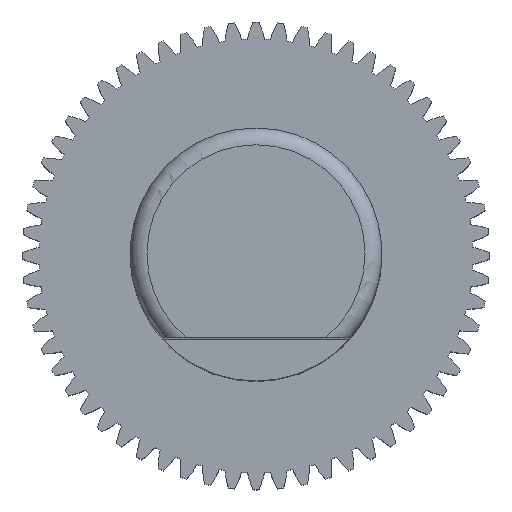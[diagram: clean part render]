
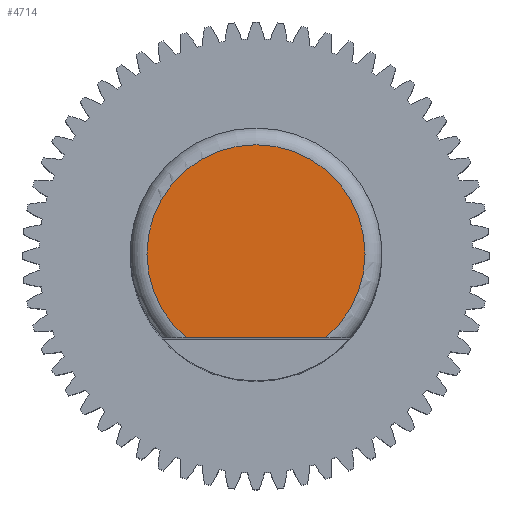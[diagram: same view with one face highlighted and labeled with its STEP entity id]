
A CAD part, top view. The second image highlights one B-rep face of the part: STEP entity #4714.
In plain terms, the highlighted planar face has unit normal (0, 0, 1).
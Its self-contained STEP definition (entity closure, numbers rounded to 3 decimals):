
#28=PLANE('',#5466);
#277=FACE_OUTER_BOUND('',#531,.T.);
#531=EDGE_LOOP('',(#4208,#4209));
#779=LINE('',#8677,#1026);
#1026=VECTOR('',#7181,1.661);
#1515=CIRCLE('',#5467,1.3);
#2005=VERTEX_POINT('',#8665);
#2006=VERTEX_POINT('',#8676);
#2740=EDGE_CURVE('',#2005,#2006,#779,.T.);
#2744=EDGE_CURVE('',#2005,#2006,#1515,.F.);
#4208=ORIENTED_EDGE('',*,*,#2744,.T.);
#4209=ORIENTED_EDGE('',*,*,#2740,.F.);
#4714=ADVANCED_FACE('',(#277),#28,.T.);
#5466=AXIS2_PLACEMENT_3D('',#8693,#7187,#7188);
#5467=AXIS2_PLACEMENT_3D('',#8694,#7189,#7190);
#7181=DIRECTION('',(-1.,0.,0.));
#7187=DIRECTION('center_axis',(0.,0.,1.));
#7188=DIRECTION('ref_axis',(1.,0.,0.));
#7189=DIRECTION('center_axis',(0.,0.,
-1.));
#7190=DIRECTION('ref_axis',(-1.,0.,0.));
#8665=CARTESIAN_POINT('',(0.831,41.,16.2));
#8676=CARTESIAN_POINT('',(-0.831,41.,16.2));
#8677=CARTESIAN_POINT('',(0.831,41.,16.2));
#8693=CARTESIAN_POINT('Origin',(-1.543,40.99,16.2));
#8694=CARTESIAN_POINT('Origin',(0.,42.,16.2));
